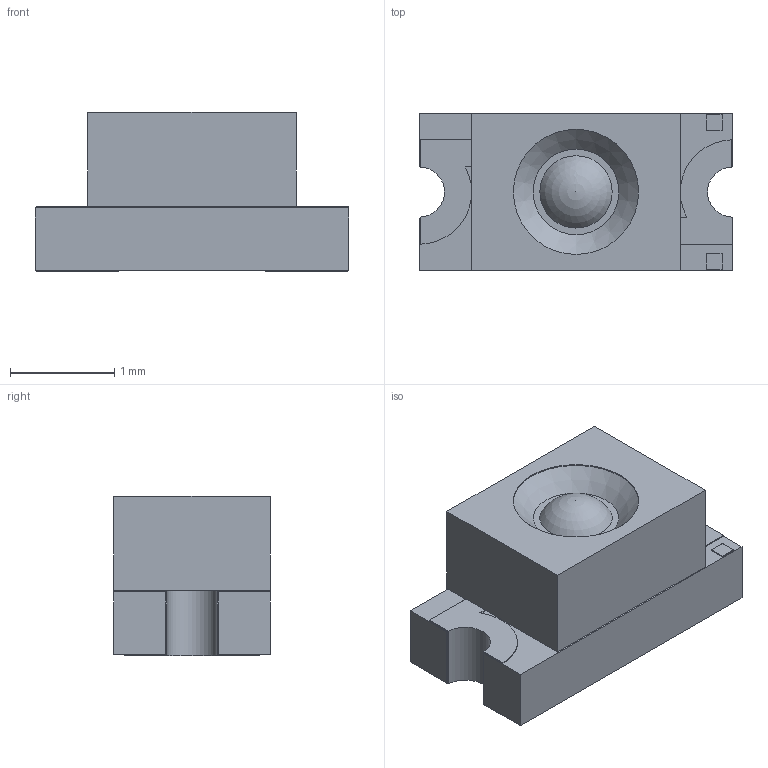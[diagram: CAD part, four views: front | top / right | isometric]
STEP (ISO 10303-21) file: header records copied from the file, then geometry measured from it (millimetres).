
FILE_DESCRIPTION(('FreeCAD Model'),'2;1');
FILE_NAME('Fusion016_sp.step','2018-09-28T15:20:43',( 'kicad StepUp'),('ksu MCAD'),'Open CASCADE STEP processor 7.2', 'FreeCAD','Unknown');
FILE_SCHEMA(('AUTOMOTIVE_DESIGN { 1 0 10303 214 1 1 1 1 }'));
Length unit declared in the file: millimetre
Products named in the file (1): Fusion016_sp
Bounding box: 3 x 1.5 x 1.52 mm (x, y, z)
Volume: 5.2 mm3; surface area: 27.3 mm2
Topology: 2 solids, 2 shells, 86 faces, 236 edges, 157 vertices
Faces by surface type: plane 75, cylinder 9, cone 1, sphere 1
Full cylindrical faces by diameter (mm): 1.2 x1
Entity records: 3304 total; most frequent: CARTESIAN_POINT 479, ORIENTED_EDGE 470, DIRECTION 430, EDGE_CURVE 235, LINE 214, VECTOR 214, VERTEX_POINT 157, AXIS2_PLACEMENT_3D 108
